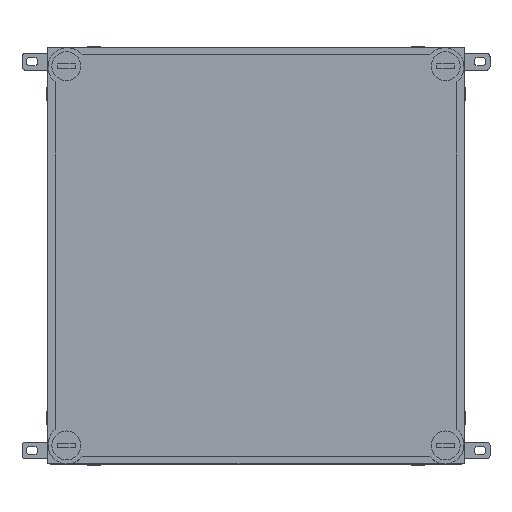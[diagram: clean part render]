
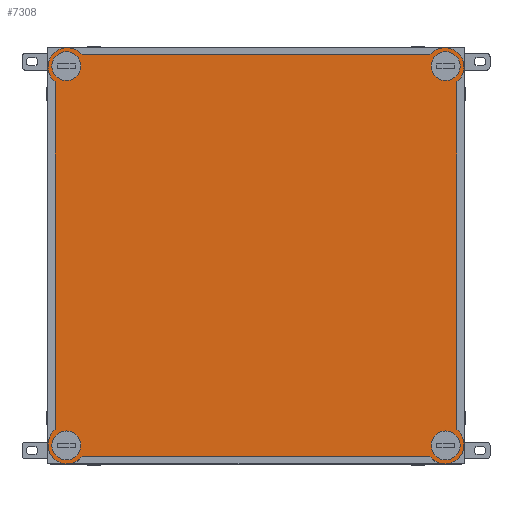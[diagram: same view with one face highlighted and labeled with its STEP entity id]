
A CAD part, top view. The second image highlights one B-rep face of the part: STEP entity #7308.
In plain terms, the highlighted planar face has unit normal (0, 0, 1).
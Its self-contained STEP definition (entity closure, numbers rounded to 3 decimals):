
#7308 = ADVANCED_FACE( '', ( #15214, #15215, #15216, #15217, #15218 ), #15219, .T. );
#15214 = FACE_BOUND( '', #25254, .T. );
#15215 = FACE_BOUND( '', #25255, .T. );
#15216 = FACE_BOUND( '', #25256, .T. );
#15217 = FACE_BOUND( '', #25257, .T. );
#15218 = FACE_OUTER_BOUND( '', #25258, .T. );
#15219 = PLANE( '', #25259 );
#25254 = EDGE_LOOP( '', ( #46782 ) );
#25255 = EDGE_LOOP( '', ( #46783 ) );
#25256 = EDGE_LOOP( '', ( #46784 ) );
#25257 = EDGE_LOOP( '', ( #46785 ) );
#25258 = EDGE_LOOP( '', ( #46786, #46787, #46788, #46789, #46790, #46791, #46792, #46793 ) );
#25259 = AXIS2_PLACEMENT_3D( '', #46794, #46795, #46796 );
#46782 = ORIENTED_EDGE( '', *, *, #53305, .F. );
#46783 = ORIENTED_EDGE( '', *, *, #47825, .F. );
#46784 = ORIENTED_EDGE( '', *, *, #53787, .F. );
#46785 = ORIENTED_EDGE( '', *, *, #53519, .F. );
#46786 = ORIENTED_EDGE( '', *, *, #51972, .T. );
#46787 = ORIENTED_EDGE( '', *, *, #54592, .T. );
#46788 = ORIENTED_EDGE( '', *, *, #48666, .T. );
#46789 = ORIENTED_EDGE( '', *, *, #52378, .T. );
#46790 = ORIENTED_EDGE( '', *, *, #51836, .F. );
#46791 = ORIENTED_EDGE( '', *, *, #55622, .T. );
#46792 = ORIENTED_EDGE( '', *, *, #55706, .F. );
#46793 = ORIENTED_EDGE( '', *, *, #47876, .T. );
#46794 = CARTESIAN_POINT( '', ( 0., 0., 55. ) );
#46795 = DIRECTION( '', ( 0., 0., 1. ) );
#46796 = DIRECTION( '', ( 1., 0., 0. ) );
#47825 = EDGE_CURVE( '', #56548, #56548, #56549, .T. );
#47876 = EDGE_CURVE( '', #56635, #56639, #56641, .T. );
#48666 = EDGE_CURVE( '', #58040, #58041, #58042, .T. );
#51836 = EDGE_CURVE( '', #63373, #63374, #63375, .T. );
#51972 = EDGE_CURVE( '', #56639, #63580, #63582, .T. );
#52378 = EDGE_CURVE( '', #58041, #63374, #64188, .T. );
#53305 = EDGE_CURVE( '', #65492, #65492, #65493, .T. );
#53519 = EDGE_CURVE( '', #65774, #65774, #65775, .T. );
#53787 = EDGE_CURVE( '', #66125, #66125, #66126, .T. );
#54592 = EDGE_CURVE( '', #63580, #58040, #67158, .T. );
#55622 = EDGE_CURVE( '', #63373, #68367, #68369, .T. );
#55706 = EDGE_CURVE( '', #56635, #68367, #68472, .T. );
#56548 = VERTEX_POINT( '', #69392 );
#56549 = CIRCLE( '', #69393, 13. );
#56635 = VERTEX_POINT( '', #69513 );
#56639 = VERTEX_POINT( '', #69518 );
#56641 = CIRCLE( '', #69521, 17.18 );
#58040 = VERTEX_POINT( '', #71413 );
#58041 = VERTEX_POINT( '', #71414 );
#58042 = LINE( '', #71415, #71416 );
#63373 = VERTEX_POINT( '', #78672 );
#63374 = VERTEX_POINT( '', #78673 );
#63375 = LINE( '', #78674, #78675 );
#63580 = VERTEX_POINT( '', #78949 );
#63582 = LINE( '', #78952, #78953 );
#64188 = CIRCLE( '', #79814, 17.18 );
#65492 = VERTEX_POINT( '', #81647 );
#65493 = CIRCLE( '', #81648, 13. );
#65774 = VERTEX_POINT( '', #82038 );
#65775 = CIRCLE( '', #82039, 13. );
#66125 = VERTEX_POINT( '', #82518 );
#66126 = CIRCLE( '', #82519, 13. );
#67158 = CIRCLE( '', #83969, 17.18 );
#68367 = VERTEX_POINT( '', #85658 );
#68369 = CIRCLE( '', #85661, 17.18 );
#68472 = LINE( '', #85792, #85793 );
#69392 = CARTESIAN_POINT( '', ( 29.5, 16.5, 55. ) );
#69393 = AXIS2_PLACEMENT_3D( '', #86740, #86741, #86742 );
#69513 = CARTESIAN_POINT( '', ( 366.6, 342.439, 55. ) );
#69518 = CARTESIAN_POINT( '', ( 342.439, 366.6, 55. ) );
#69521 = AXIS2_PLACEMENT_3D( '', #86791, #86792, #86793 );
#71413 = CARTESIAN_POINT( '', ( 6.4, 342.439, 55. ) );
#71414 = CARTESIAN_POINT( '', ( 6.4, 30.561, 55. ) );
#71415 = CARTESIAN_POINT( '', ( 6.4, 373., 55. ) );
#71416 = VECTOR( '', #87731, 1000. );
#78672 = CARTESIAN_POINT( '', ( 342.439, 6.4, 55. ) );
#78673 = CARTESIAN_POINT( '', ( 30.561, 6.4, 55. ) );
#78674 = CARTESIAN_POINT( '', ( 373., 6.4, 55. ) );
#78675 = VECTOR( '', #91841, 1000. );
#78949 = CARTESIAN_POINT( '', ( 30.561, 366.6, 55. ) );
#78952 = CARTESIAN_POINT( '', ( 373., 366.6, 55. ) );
#78953 = VECTOR( '', #92008, 1000. );
#79814 = AXIS2_PLACEMENT_3D( '', #92414, #92415, #92416 );
#81647 = CARTESIAN_POINT( '', ( 29.5, 356.5, 55. ) );
#81648 = AXIS2_PLACEMENT_3D( '', #93336, #93337, #93338 );
#82038 = CARTESIAN_POINT( '', ( 369.5, 356.5, 55. ) );
#82039 = AXIS2_PLACEMENT_3D( '', #93559, #93560, #93561 );
#82518 = CARTESIAN_POINT( '', ( 369.5, 16.5, 55. ) );
#82519 = AXIS2_PLACEMENT_3D( '', #93841, #93842, #93843 );
#83969 = AXIS2_PLACEMENT_3D( '', #94550, #94551, #94552 );
#85658 = CARTESIAN_POINT( '', ( 366.6, 30.561, 55. ) );
#85661 = AXIS2_PLACEMENT_3D( '', #95340, #95341, #95342 );
#85792 = CARTESIAN_POINT( '', ( 366.6, 373., 55. ) );
#85793 = VECTOR( '', #95431, 1000. );
#86740 = CARTESIAN_POINT( '', ( 16.5, 16.5, 55. ) );
#86741 = DIRECTION( '', ( 0., 0., 1. ) );
#86742 = DIRECTION( '', ( 1., 0., 0. ) );
#86791 = CARTESIAN_POINT( '', ( 355.8, 355.8, 55. ) );
#86792 = DIRECTION( '', ( 0., 0., 1. ) );
#86793 = DIRECTION( '', ( 1., 0., 0. ) );
#87731 = DIRECTION( '', ( 0., -1., 0. ) );
#91841 = DIRECTION( '', ( -1., 0., 0. ) );
#92008 = DIRECTION( '', ( -1., 0., 0. ) );
#92414 = CARTESIAN_POINT( '', ( 17.2, 17.2, 55. ) );
#92415 = DIRECTION( '', ( 0., 0., 1. ) );
#92416 = DIRECTION( '', ( 1., 0., 0. ) );
#93336 = CARTESIAN_POINT( '', ( 16.5, 356.5, 55. ) );
#93337 = DIRECTION( '', ( 0., 0., 1. ) );
#93338 = DIRECTION( '', ( 1., 0., 0. ) );
#93559 = CARTESIAN_POINT( '', ( 356.5, 356.5, 55. ) );
#93560 = DIRECTION( '', ( 0., 0., 1. ) );
#93561 = DIRECTION( '', ( 1., 0., 0. ) );
#93841 = CARTESIAN_POINT( '', ( 356.5, 16.5, 55. ) );
#93842 = DIRECTION( '', ( 0., 0., 1. ) );
#93843 = DIRECTION( '', ( 1., 0., 0. ) );
#94550 = CARTESIAN_POINT( '', ( 17.2, 355.8, 55. ) );
#94551 = DIRECTION( '', ( 0., 0., 1. ) );
#94552 = DIRECTION( '', ( 1., 0., 0. ) );
#95340 = CARTESIAN_POINT( '', ( 355.8, 17.2, 55. ) );
#95341 = DIRECTION( '', ( 0., 0., 1. ) );
#95342 = DIRECTION( '', ( 1., 0., 0. ) );
#95431 = DIRECTION( '', ( 0., -1., 0. ) );
